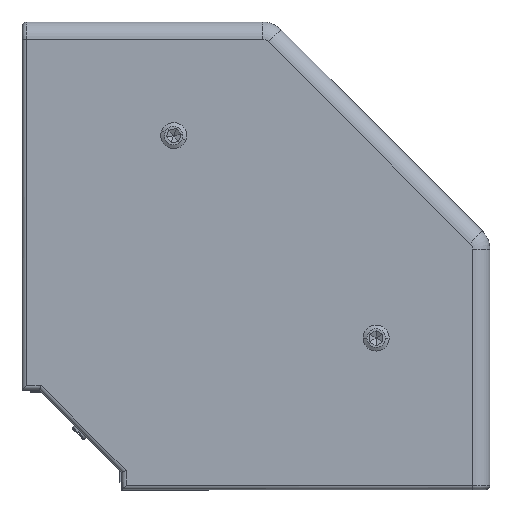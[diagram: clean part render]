
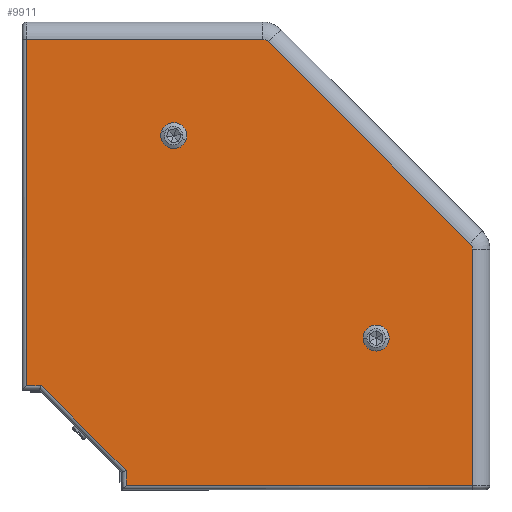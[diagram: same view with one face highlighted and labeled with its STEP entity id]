
A CAD part, top view. The second image highlights one B-rep face of the part: STEP entity #9911.
In plain terms, the highlighted planar face has unit normal (0, 0, 1).
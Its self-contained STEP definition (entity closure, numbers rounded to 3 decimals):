
#4 = EDGE_CURVE ( 'NONE', #6510, #6472, #5496, .T. ) ;
#87 = EDGE_CURVE ( 'NONE', #6472, #6513, #11543, .T. ) ;
#88 = EDGE_CURVE ( 'NONE', #6511, #6510, #11539, .T. ) ;
#89 = EDGE_CURVE ( 'NONE', #6568, #6486, #5586, .T. ) ;
#90 = EDGE_CURVE ( 'NONE', #6488, #6511, #5587, .T. ) ;
#93 = EDGE_CURVE ( 'NONE', #6487, #6488, #5585, .T. ) ;
#94 = EDGE_CURVE ( 'NONE', #6567, #6568, #5591, .T. ) ;
#96 = EDGE_CURVE ( 'NONE', #6566, #6567, #5593, .T. ) ;
#98 = EDGE_CURVE ( 'NONE', #6513, #6566, #5595, .T. ) ;
#99 = EDGE_CURVE ( 'NONE', #6486, #6487, #5596, .T. ) ;
#110 = EDGE_CURVE ( 'NONE', #6433, #6407, #11553, .T. ) ;
#114 = EDGE_CURVE ( 'NONE', #6463, #6467, #11547, .T. ) ;
#3088 = PLANE ( 'NONE',  #3325 ) ;
#3089 = CARTESIAN_POINT ( 'NONE',  ( 52.5, 52.5, 52. ) ) ;
#3090 = DIRECTION ( 'NONE',  ( 0., 0., -1. ) ) ;
#3091 = DIRECTION ( 'NONE',  ( -1., 0., 0. ) ) ;
#3325 = AXIS2_PLACEMENT_3D ( 'NONE', #3089, #3090, #3091 ) ;
#3471 = AXIS2_PLACEMENT_3D ( 'NONE', #4424, #4425, #4426 ) ;
#3473 = CIRCLE ( 'NONE', #3475, 4.25 ) ;
#3475 = AXIS2_PLACEMENT_3D ( 'NONE', #4431, #4432, #4433 ) ;
#3476 = CIRCLE ( 'NONE', #3471, 4.25 ) ;
#4424 = CARTESIAN_POINT ( 'NONE',  ( -93.5, 0., 52. ) ) ;
#4425 = DIRECTION ( 'NONE',  ( 0., 0., 1. ) ) ;
#4426 = DIRECTION ( 'NONE',  ( 1., 0., 0. ) ) ;
#4431 = CARTESIAN_POINT ( 'NONE',  ( 0., -93.5, 52. ) ) ;
#4432 = DIRECTION ( 'NONE',  ( 0., 0., 1. ) ) ;
#4433 = DIRECTION ( 'NONE',  ( 1., 0., 0. ) ) ;
#5496 = LINE ( 'NONE', #9180, #6234 ) ;
#5585 = LINE ( 'NONE', #8937, #11524 ) ;
#5586 = LINE ( 'NONE', #8949, #11525 ) ;
#5587 = LINE ( 'NONE', #8946, #11526 ) ;
#5591 = LINE ( 'NONE', #8936, #11522 ) ;
#5593 = LINE ( 'NONE', #8933, #11519 ) ;
#5595 = LINE ( 'NONE', #8932, #11521 ) ;
#5596 = LINE ( 'NONE', #8934, #11510 ) ;
#6234 = VECTOR ( 'NONE', #9174, 1000. ) ;
#6407 = VERTEX_POINT ( 'NONE', #8679 ) ;
#6433 = VERTEX_POINT ( 'NONE', #8346 ) ;
#6463 = VERTEX_POINT ( 'NONE', #8731 ) ;
#6467 = VERTEX_POINT ( 'NONE', #8783 ) ;
#6472 = VERTEX_POINT ( 'NONE', #8672 ) ;
#6486 = VERTEX_POINT ( 'NONE', #8772 ) ;
#6487 = VERTEX_POINT ( 'NONE', #8770 ) ;
#6488 = VERTEX_POINT ( 'NONE', #8769 ) ;
#6510 = VERTEX_POINT ( 'NONE', #8664 ) ;
#6511 = VERTEX_POINT ( 'NONE', #8663 ) ;
#6513 = VERTEX_POINT ( 'NONE', #8369 ) ;
#6566 = VERTEX_POINT ( 'NONE', #8470 ) ;
#6567 = VERTEX_POINT ( 'NONE', #8486 ) ;
#6568 = VERTEX_POINT ( 'NONE', #8483 ) ;
#6684 = ORIENTED_EDGE ( 'NONE', *, *, #110, .F. ) ;
#6692 = ORIENTED_EDGE ( 'NONE', *, *, #98, .T. ) ;
#6693 = ORIENTED_EDGE ( 'NONE', *, *, #96, .T. ) ;
#6695 = ORIENTED_EDGE ( 'NONE', *, *, #114, .F. ) ;
#6697 = ORIENTED_EDGE ( 'NONE', *, *, #9599, .F. ) ;
#6698 = ORIENTED_EDGE ( 'NONE', *, *, #93, .T. ) ;
#6699 = ORIENTED_EDGE ( 'NONE', *, *, #90, .T. ) ;
#6700 = ORIENTED_EDGE ( 'NONE', *, *, #94, .T. ) ;
#6701 = ORIENTED_EDGE ( 'NONE', *, *, #99, .T. ) ;
#6702 = ORIENTED_EDGE ( 'NONE', *, *, #9597, .F. ) ;
#6703 = ORIENTED_EDGE ( 'NONE', *, *, #89, .T. ) ;
#6705 = ORIENTED_EDGE ( 'NONE', *, *, #4, .T. ) ;
#6707 = ORIENTED_EDGE ( 'NONE', *, *, #88, .T. ) ;
#6708 = ORIENTED_EDGE ( 'NONE', *, *, #87, .T. ) ;
#7660 = EDGE_LOOP ( 'NONE', ( #6695, #6697 ) ) ;
#7665 = EDGE_LOOP ( 'NONE', ( #6684, #6702 ) ) ;
#7817 = EDGE_LOOP ( 'NONE', ( #6692, #6693, #6700, #6703, #6701, #6698, #6699, #6707, #6705, #6708 ) ) ;
#8346 = CARTESIAN_POINT ( 'NONE',  ( -89.25, 0., 52. ) ) ;
#8369 = CARTESIAN_POINT ( 'NONE',  ( -52.471, 44.5, 52. ) ) ;
#8470 = CARTESIAN_POINT ( 'NONE',  ( -161.5, 44.5, 52. ) ) ;
#8483 = CARTESIAN_POINT ( 'NONE',  ( -154.672, -115.5, 52. ) ) ;
#8486 = CARTESIAN_POINT ( 'NONE',  ( -161.5, -115.5, 52. ) ) ;
#8663 = CARTESIAN_POINT ( 'NONE',  ( 44.5, -52.471, 52. ) ) ;
#8664 = CARTESIAN_POINT ( 'NONE',  ( 43.328, -49.642, 52. ) ) ;
#8672 = CARTESIAN_POINT ( 'NONE',  ( -49.642, 43.328, 52. ) ) ;
#8679 = CARTESIAN_POINT ( 'NONE',  ( -97.75, 0., 52. ) ) ;
#8731 = CARTESIAN_POINT ( 'NONE',  ( 4.25, -93.5, 52. ) ) ;
#8769 = CARTESIAN_POINT ( 'NONE',  ( 44.5, -161.5, 52. ) ) ;
#8770 = CARTESIAN_POINT ( 'NONE',  ( -115.5, -161.5, 52. ) ) ;
#8772 = CARTESIAN_POINT ( 'NONE',  ( -115.5, -154.672, 52. ) ) ;
#8783 = CARTESIAN_POINT ( 'NONE',  ( -4.25, -93.5, 52. ) ) ;
#8896 = DIRECTION ( 'NONE',  ( 1., 0., 0. ) ) ;
#8897 = CARTESIAN_POINT ( 'NONE',  ( -93.5, 0., 52. ) ) ;
#8898 = DIRECTION ( 'NONE',  ( 0., 0., 1. ) ) ;
#8917 = DIRECTION ( 'NONE',  ( 1., 0., 0. ) ) ;
#8918 = DIRECTION ( 'NONE',  ( 0., 0., 1. ) ) ;
#8919 = CARTESIAN_POINT ( 'NONE',  ( 0., -93.5, 52. ) ) ;
#8920 = DIRECTION ( 'NONE',  ( 0., -1., 0. ) ) ;
#8928 = DIRECTION ( 'NONE',  ( 0., -1., 0. ) ) ;
#8931 = DIRECTION ( 'NONE',  ( -1., 0., 0. ) ) ;
#8932 = CARTESIAN_POINT ( 'NONE',  ( 52.5, 44.5, 52. ) ) ;
#8933 = CARTESIAN_POINT ( 'NONE',  ( -161.5, 52.5, 52. ) ) ;
#8934 = CARTESIAN_POINT ( 'NONE',  ( -115.5, -163.5, 52. ) ) ;
#8936 = CARTESIAN_POINT ( 'NONE',  ( -155.5, -115.5, 52. ) ) ;
#8937 = CARTESIAN_POINT ( 'NONE',  ( 52.5, -161.5, 52. ) ) ;
#8939 = DIRECTION ( 'NONE',  ( 1., 0., 0. ) ) ;
#8940 = DIRECTION ( 'NONE',  ( 1., 0., 0. ) ) ;
#8946 = CARTESIAN_POINT ( 'NONE',  ( 44.5, 52.5, 52. ) ) ;
#8947 = DIRECTION ( 'NONE',  ( 0., 1., 0. ) ) ;
#8949 = CARTESIAN_POINT ( 'NONE',  ( -116.086, -154.086, 52. ) ) ;
#8950 = DIRECTION ( 'NONE',  ( 0.707, -0.707, 0. ) ) ;
#8952 = DIRECTION ( 'NONE',  ( -1., 0., 0. ) ) ;
#9080 = CARTESIAN_POINT ( 'NONE',  ( 40.5, -52.471, 52. ) ) ;
#9174 = DIRECTION ( 'NONE',  ( -0.707, 0.707, 0. ) ) ;
#9180 = CARTESIAN_POINT ( 'NONE',  ( -3.157, -3.157, 52. ) ) ;
#9319 = DIRECTION ( 'NONE',  ( 0., 0., 1. ) ) ;
#9323 = DIRECTION ( 'NONE',  ( 0., 0., 1. ) ) ;
#9324 = CARTESIAN_POINT ( 'NONE',  ( -52.471, 40.5, 52. ) ) ;
#9325 = DIRECTION ( 'NONE',  ( -1., 0., 0. ) ) ;
#9597 = EDGE_CURVE ( 'NONE', #6407, #6433, #3476, .T. ) ;
#9599 = EDGE_CURVE ( 'NONE', #6467, #6463, #3473, .T. ) ;
#9911 = ADVANCED_FACE ( 'NONE', ( #10693, #10694, #10695 ), #3088, .F. ) ;
#10693 = FACE_BOUND ( 'NONE', #7660, .T. ) ;
#10694 = FACE_BOUND ( 'NONE', #7665, .T. ) ;
#10695 = FACE_OUTER_BOUND ( 'NONE', #7817, .T. ) ;
#11510 = VECTOR ( 'NONE', #8920, 1000. ) ;
#11519 = VECTOR ( 'NONE', #8928, 1000. ) ;
#11521 = VECTOR ( 'NONE', #8931, 1000. ) ;
#11522 = VECTOR ( 'NONE', #8939, 1000. ) ;
#11524 = VECTOR ( 'NONE', #8940, 1000. ) ;
#11525 = VECTOR ( 'NONE', #8950, 1000. ) ;
#11526 = VECTOR ( 'NONE', #8947, 1000. ) ;
#11539 = CIRCLE ( 'NONE', #11545, 4. ) ;
#11543 = CIRCLE ( 'NONE', #11544, 4. ) ;
#11544 = AXIS2_PLACEMENT_3D ( 'NONE', #9324, #9319, #9325 ) ;
#11545 = AXIS2_PLACEMENT_3D ( 'NONE', #9080, #9323, #8952 ) ;
#11546 = AXIS2_PLACEMENT_3D ( 'NONE', #8897, #8898, #8896 ) ;
#11547 = CIRCLE ( 'NONE', #11557, 4.25 ) ;
#11553 = CIRCLE ( 'NONE', #11546, 4.25 ) ;
#11557 = AXIS2_PLACEMENT_3D ( 'NONE', #8919, #8918, #8917 ) ;
